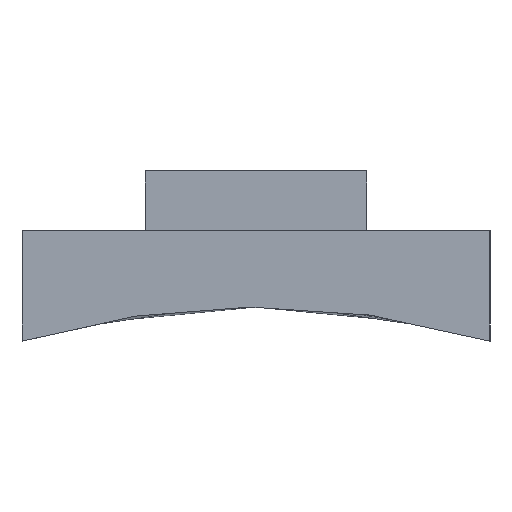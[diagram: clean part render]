
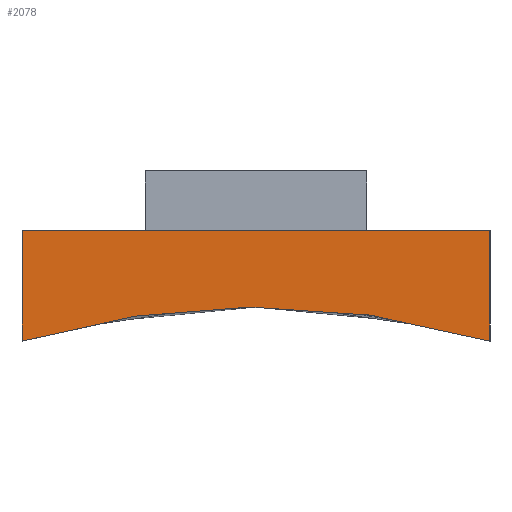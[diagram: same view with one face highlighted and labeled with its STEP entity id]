
A CAD part, left-side view. The second image highlights one B-rep face of the part: STEP entity #2078.
In plain terms, the highlighted planar face has unit normal (-1, 0, 0).
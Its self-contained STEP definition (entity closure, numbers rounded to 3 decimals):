
#739=CARTESIAN_POINT('Line Origine',(-70.,-27.5,-1.5)) ;
#743=CARTESIAN_POINT('Vertex',(-70.,-27.5,5.)) ;
#745=CARTESIAN_POINT('Vertex',(-70.,-27.5,-8.)) ;
#1294=CARTESIAN_POINT('Vertex',(-70.,27.5,-8.)) ;
#1297=CARTESIAN_POINT('Line Origine',(-70.,27.5,-1.5)) ;
#1301=CARTESIAN_POINT('Vertex',(-70.,27.5,5.)) ;
#1993=CARTESIAN_POINT('Line Origine',(-70.,0.,5.)) ;
#2026=CARTESIAN_POINT('Control Point',(-70.,-27.5,-8.)) ;
#2027=CARTESIAN_POINT('Control Point',(-70.,-18.893,-5.496)) ;
#2028=CARTESIAN_POINT('Control Point',(-70.,-10.151,-3.932)) ;
#2029=CARTESIAN_POINT('Control Point',(-70.,-1.34,-3.39)) ;
#2030=CARTESIAN_POINT('Control Point',(-70.,9.764,-4.023)) ;
#2031=CARTESIAN_POINT('Control Point',(-70.,20.734,-6.233)) ;
#2032=CARTESIAN_POINT('Control Point',(-70.,23.,-6.758)) ;
#2033=CARTESIAN_POINT('Control Point',(-70.,25.255,-7.347)) ;
#2034=CARTESIAN_POINT('Control Point',(-70.,27.5,-8.)) ;
#2067=CARTESIAN_POINT('Axis2P3D Location',(-70.,-27.5,0.)) ;
#740=DIRECTION('Vector Direction',(0.,0.,-1.)) ;
#1298=DIRECTION('Vector Direction',(0.,0.,-1.)) ;
#1994=DIRECTION('Vector Direction',(0.,1.,0.)) ;
#2068=DIRECTION('Axis2P3D Direction',(-1.,0.,0.)) ;
#2069=DIRECTION('Axis2P3D XDirection',(0.,1.,0.)) ;
#2070=AXIS2_PLACEMENT_3D('Plane Axis2P3D',#2067,#2068,#2069) ;
#2073=ORIENTED_EDGE('',*,*,#1303,.T.) ;
#2074=ORIENTED_EDGE('',*,*,#2035,.F.) ;
#2075=ORIENTED_EDGE('',*,*,#747,.F.) ;
#2076=ORIENTED_EDGE('',*,*,#1997,.F.) ;
#741=VECTOR('Line Direction',#740,1.) ;
#1299=VECTOR('Line Direction',#1298,1.) ;
#1995=VECTOR('Line Direction',#1994,1.) ;
#2078=ADVANCED_FACE('PartBody',(#2077),#2071,.T.) ;
#2025=B_SPLINE_CURVE_WITH_KNOTS('',5,(#2026,#2027,#2028,#2029,#2030,#2031,#2032,#2033,#2034),.UNSPECIFIED.,.F.,.U.,(6,3,6),(0.,62.45,78.742),.UNSPECIFIED.) ;
#747=EDGE_CURVE('',#744,#746,#742,.T.) ;
#1303=EDGE_CURVE('',#1302,#1295,#1300,.T.) ;
#1997=EDGE_CURVE('',#1302,#744,#1996,.F.) ;
#2035=EDGE_CURVE('',#746,#1295,#2025,.T.) ;
#2072=EDGE_LOOP('',(#2073,#2074,#2075,#2076)) ;
#2077=FACE_OUTER_BOUND('',#2072,.T.) ;
#742=LINE('Line',#739,#741) ;
#1300=LINE('Line',#1297,#1299) ;
#1996=LINE('Line',#1993,#1995) ;
#2071=PLANE('Plane',#2070) ;
#744=VERTEX_POINT('',#743) ;
#746=VERTEX_POINT('',#745) ;
#1295=VERTEX_POINT('',#1294) ;
#1302=VERTEX_POINT('',#1301) ;
